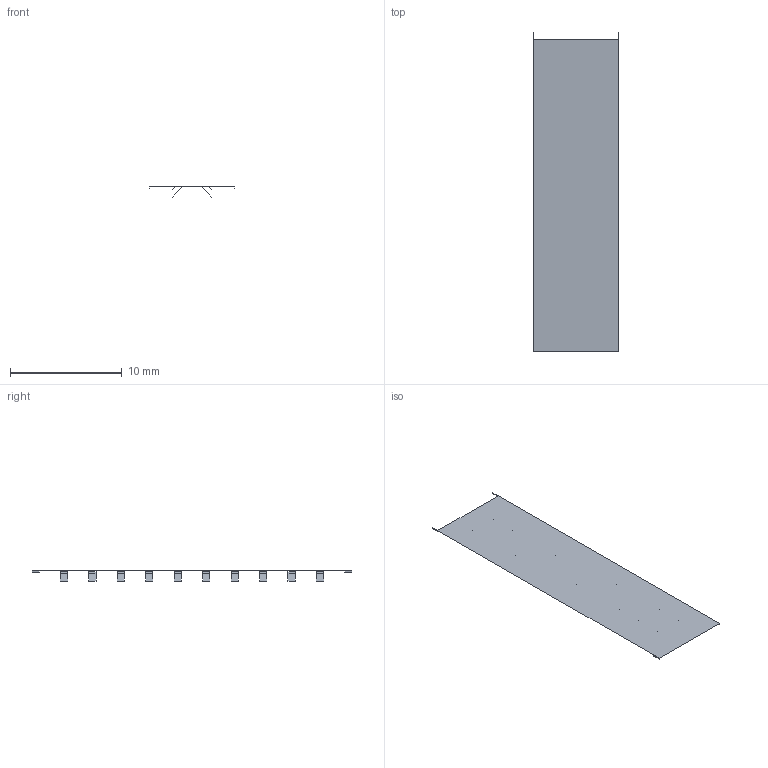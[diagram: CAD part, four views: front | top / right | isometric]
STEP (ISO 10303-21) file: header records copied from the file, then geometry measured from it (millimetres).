
FILE_DESCRIPTION(/* description */ (''),/* implementation_level */ '2;1');
FILE_NAME(/* name */ 'idc2x10_sm',/* time_stamp */ '2020-01-22T06:35:49-03:00',/* author */ (''),/* organization */ (''),/* preprocessor_version */ 'ST-DEVELOPER v10',/* originating_system */ '',/* authorisation */ '');
FILE_SCHEMA (('AUTOMOTIVE_DESIGN'));
Length unit declared in the file: millimetre
Products named in the file (1): 1
Bounding box: 7.6 x 28.57 x 0.9 mm (x, y, z)
Surface area: 2374.6 mm2 (no closed solid volume)
Topology: 0 solids, 423 shells, 423 faces, 1735 edges, 2889 vertices
Faces by surface type: plane 375, bspline 48
Entity records: 21276 total; most frequent: CARTESIAN_POINT 6749, COLOUR_RGB 1582, PRESENTATION_STYLE_ASSIGNMENT 1582, STYLED_ITEM 1582, B_SPLINE_CURVE_WITH_KNOTS 1484, CURVE_STYLE 1159, ORIENTED_EDGE 576, EDGE_CURVE 576
